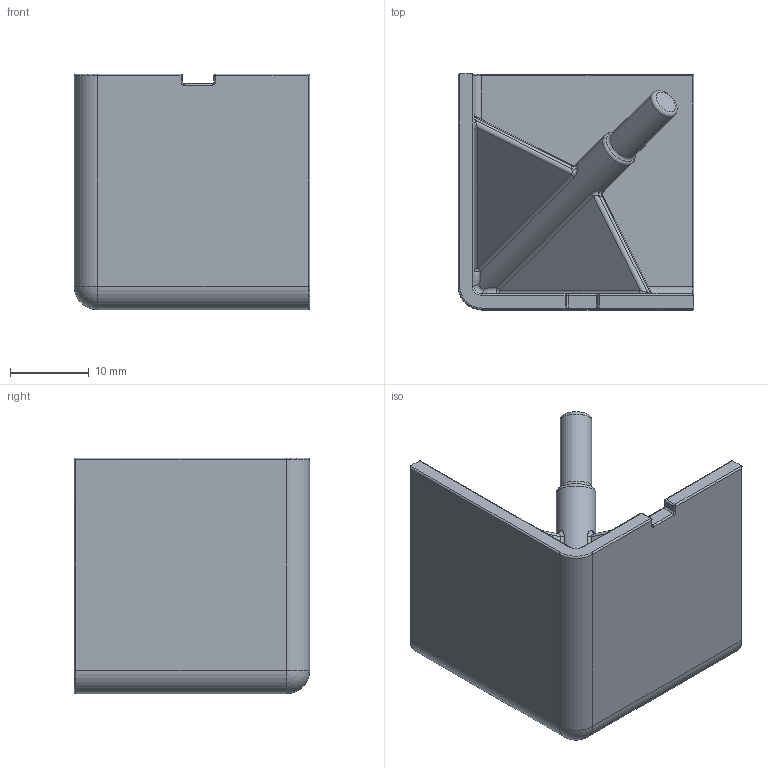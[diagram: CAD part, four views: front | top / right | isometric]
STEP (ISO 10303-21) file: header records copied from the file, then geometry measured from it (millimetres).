
FILE_DESCRIPTION((''),'2;1');
FILE_NAME('AR3354.stp','2020-12-18T12:32:07',('arma02'),(''),'Autodesk Inventor 2013','Autodesk Inventor 2013','');
FILE_SCHEMA(('AUTOMOTIVE_DESIGN { 1 0 10303 214 1 1 1 1 }'));
Length unit declared in the file: millimetre
Products named in the file (1): AR3354
Bounding box: 30 x 30 x 30 mm (x, y, z)
Volume: 6408.8 mm3; surface area: 6609.4 mm2
Topology: 1 solids, 1 shells, 136 faces, 308 edges, 172 vertices
Faces by surface type: cylinder 59, bspline 27, plane 23, torus 16, sphere 11
Full cylindrical faces by diameter (mm): 4 x1, 5 x1
Entity records: 4486 total; most frequent: CARTESIAN_POINT 1399, DIRECTION 667, ORIENTED_EDGE 594, EDGE_CURVE 297, AXIS2_PLACEMENT_3D 278, VERTEX_POINT 168, EDGE_LOOP 141, FACE_OUTER_BOUND 136
